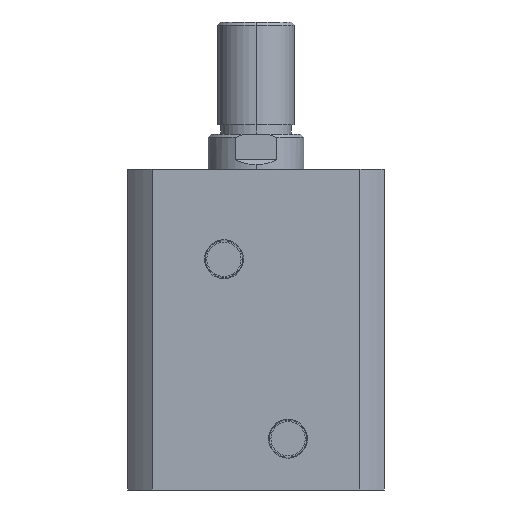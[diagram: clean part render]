
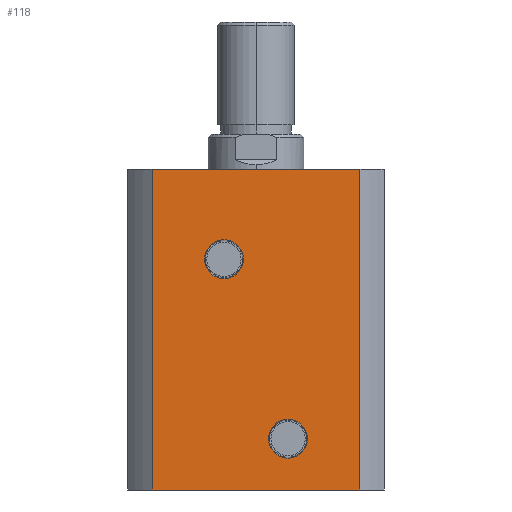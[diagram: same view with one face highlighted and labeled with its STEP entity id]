
A CAD part, left-side view. The second image highlights one B-rep face of the part: STEP entity #118.
In plain terms, the highlighted planar face has unit normal (-1, 0, 0).
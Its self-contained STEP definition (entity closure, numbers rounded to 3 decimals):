
#14 = EDGE_CURVE ( 'NONE', #321, #340, #1499, .T. ) ;
#24 = EDGE_CURVE ( 'NONE', #337, #346, #3145, .T. ) ;
#118 = ADVANCED_FACE ( 'NONE', ( #3284, #3281, #3289 ), #1027, .F. ) ;
#185 = VERTEX_POINT ( 'NONE', #1180 ) ;
#222 = VERTEX_POINT ( 'NONE', #1211 ) ;
#250 = VERTEX_POINT ( 'NONE', #1248 ) ;
#305 = VERTEX_POINT ( 'NONE', #1359 ) ;
#321 = VERTEX_POINT ( 'NONE', #2255 ) ;
#337 = VERTEX_POINT ( 'NONE', #2271 ) ;
#340 = VERTEX_POINT ( 'NONE', #2274 ) ;
#346 = VERTEX_POINT ( 'NONE', #2280 ) ;
#372 = EDGE_LOOP ( 'NONE', ( #1959, #1960 ) ) ;
#508 = DIRECTION ( 'NONE',  ( 0., 0., -1. ) ) ;
#514 = CARTESIAN_POINT ( 'NONE',  ( -40., 32.438, 100. ) ) ;
#523 = CARTESIAN_POINT ( 'NONE',  ( -40., 0., 0. ) ) ;
#524 = DIRECTION ( 'NONE',  ( 0., -1., 0. ) ) ;
#525 = CARTESIAN_POINT ( 'NONE',  ( -40., -10., 16. ) ) ;
#526 = DIRECTION ( 'NONE',  ( -1., 0., 0. ) ) ;
#527 = DIRECTION ( 'NONE',  ( 0., 0., 1. ) ) ;
#529 = CARTESIAN_POINT ( 'NONE',  ( -40., 0., 100. ) ) ;
#530 = CARTESIAN_POINT ( 'NONE',  ( -40., 10., 72. ) ) ;
#531 = DIRECTION ( 'NONE',  ( -1., 0., 0. ) ) ;
#532 = DIRECTION ( 'NONE',  ( 0., 0., 1. ) ) ;
#533 = CARTESIAN_POINT ( 'NONE',  ( -40., -32.438, 100. ) ) ;
#535 = DIRECTION ( 'NONE',  ( 0., 0., -1. ) ) ;
#536 = DIRECTION ( 'NONE',  ( 0., -1., 0. ) ) ;
#665 = EDGE_LOOP ( 'NONE', ( #1963, #1964, #1966, #1967 ) ) ;
#761 = EDGE_LOOP ( 'NONE', ( #1961, #1962 ) ) ;
#1018 = DIRECTION ( 'NONE',  ( 1., 0., 0. ) ) ;
#1025 = CARTESIAN_POINT ( 'NONE',  ( -40., 0., 100. ) ) ;
#1027 = PLANE ( 'NONE',  #2896 ) ;
#1029 = DIRECTION ( 'NONE',  ( 0., 1., 0. ) ) ;
#1180 = CARTESIAN_POINT ( 'NONE',  ( -40., -32.438, 100. ) ) ;
#1211 = CARTESIAN_POINT ( 'NONE',  ( -40., -32.438, 0. ) ) ;
#1248 = CARTESIAN_POINT ( 'NONE',  ( -40., 32.438, 100. ) ) ;
#1359 = CARTESIAN_POINT ( 'NONE',  ( -40., 32.438, 0. ) ) ;
#1499 = CIRCLE ( 'NONE', #2803, 6.06 ) ;
#1639 = DIRECTION ( 'NONE',  ( 0., 0., 1. ) ) ;
#1640 = DIRECTION ( 'NONE',  ( -1., 0., 0. ) ) ;
#1641 = CARTESIAN_POINT ( 'NONE',  ( -40., 10., 72. ) ) ;
#1668 = DIRECTION ( 'NONE',  ( 0., 0., 1. ) ) ;
#1669 = DIRECTION ( 'NONE',  ( -1., 0., 0. ) ) ;
#1670 = CARTESIAN_POINT ( 'NONE',  ( -40., -10., 16. ) ) ;
#1959 = ORIENTED_EDGE ( 'NONE', *, *, #3259, .F. ) ;
#1960 = ORIENTED_EDGE ( 'NONE', *, *, #14, .F. ) ;
#1961 = ORIENTED_EDGE ( 'NONE', *, *, #3260, .F. ) ;
#1962 = ORIENTED_EDGE ( 'NONE', *, *, #24, .F. ) ;
#1963 = ORIENTED_EDGE ( 'NONE', *, *, #3261, .T. ) ;
#1964 = ORIENTED_EDGE ( 'NONE', *, *, #3262, .F. ) ;
#1966 = ORIENTED_EDGE ( 'NONE', *, *, #3263, .F. ) ;
#1967 = ORIENTED_EDGE ( 'NONE', *, *, #3257, .T. ) ;
#2255 = CARTESIAN_POINT ( 'NONE',  ( -40., -10., 9.94 ) ) ;
#2271 = CARTESIAN_POINT ( 'NONE',  ( -40., 10., 65.94 ) ) ;
#2274 = CARTESIAN_POINT ( 'NONE',  ( -40., -10., 22.06 ) ) ;
#2280 = CARTESIAN_POINT ( 'NONE',  ( -40., 10., 78.06 ) ) ;
#2803 = AXIS2_PLACEMENT_3D ( 'NONE', #1670, #1669, #1668 ) ;
#2808 = AXIS2_PLACEMENT_3D ( 'NONE', #1641, #1640, #1639 ) ;
#2896 = AXIS2_PLACEMENT_3D ( 'NONE', #1025, #1018, #1029 ) ;
#3026 = AXIS2_PLACEMENT_3D ( 'NONE', #525, #526, #527 ) ;
#3027 = AXIS2_PLACEMENT_3D ( 'NONE', #530, #531, #532 ) ;
#3145 = CIRCLE ( 'NONE', #2808, 6.06 ) ;
#3257 = EDGE_CURVE ( 'NONE', #250, #305, #3649, .T. ) ;
#3259 = EDGE_CURVE ( 'NONE', #340, #321, #3652, .T. ) ;
#3260 = EDGE_CURVE ( 'NONE', #346, #337, #3653, .T. ) ;
#3261 = EDGE_CURVE ( 'NONE', #305, #222, #3654, .T. ) ;
#3262 = EDGE_CURVE ( 'NONE', #185, #222, #3655, .T. ) ;
#3263 = EDGE_CURVE ( 'NONE', #250, #185, #3650, .T. ) ;
#3281 = FACE_BOUND ( 'NONE', #761, .T. ) ;
#3284 = FACE_BOUND ( 'NONE', #372, .T. ) ;
#3289 = FACE_OUTER_BOUND ( 'NONE', #665, .T. ) ;
#3649 = LINE ( 'NONE', #514, #3651 ) ;
#3650 = LINE ( 'NONE', #529, #3660 ) ;
#3651 = VECTOR ( 'NONE', #508, 1000. ) ;
#3652 = CIRCLE ( 'NONE', #3026, 6.06 ) ;
#3653 = CIRCLE ( 'NONE', #3027, 6.06 ) ;
#3654 = LINE ( 'NONE', #523, #3656 ) ;
#3655 = LINE ( 'NONE', #533, #3658 ) ;
#3656 = VECTOR ( 'NONE', #524, 1000. ) ;
#3658 = VECTOR ( 'NONE', #535, 1000. ) ;
#3660 = VECTOR ( 'NONE', #536, 1000. ) ;
